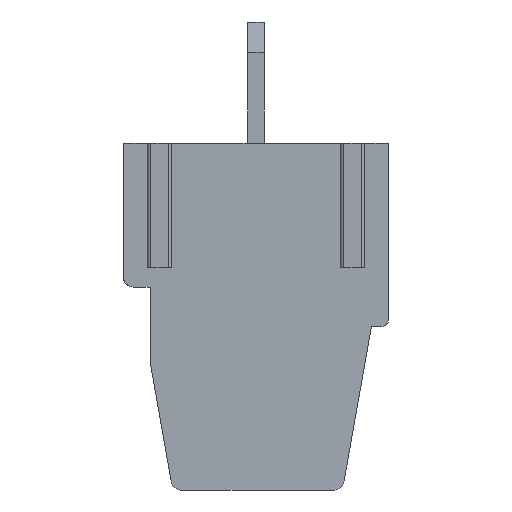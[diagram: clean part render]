
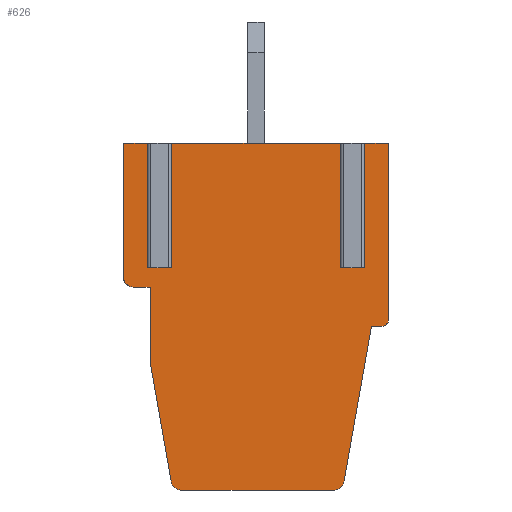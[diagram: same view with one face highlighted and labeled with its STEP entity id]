
A CAD part, front view. The second image highlights one B-rep face of the part: STEP entity #626.
In plain terms, the highlighted planar face has unit normal (0, -1, 0).
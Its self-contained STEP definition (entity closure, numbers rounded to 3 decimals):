
#626 = ADVANCED_FACE( '', ( #1286 ), #1287, .F. );
#1286 = FACE_OUTER_BOUND( '', #1953, .T. );
#1287 = PLANE( '', #1954 );
#1953 = EDGE_LOOP( '', ( #3871, #3872, #3873, #3874, #3875, #3876, #3877, #3878, #3879, #3880, #3881, #3882, #3883, #3884, #3885, #3886, #3887, #3888, #3889, #3890, #3891 ) );
#1954 = AXIS2_PLACEMENT_3D( '', #3892, #3893, #3894 );
#3871 = ORIENTED_EDGE( '', *, *, #4079, .T. );
#3872 = ORIENTED_EDGE( '', *, *, #4599, .T. );
#3873 = ORIENTED_EDGE( '', *, *, #4320, .F. );
#3874 = ORIENTED_EDGE( '', *, *, #4735, .T. );
#3875 = ORIENTED_EDGE( '', *, *, #4070, .T. );
#3876 = ORIENTED_EDGE( '', *, *, #4575, .T. );
#3877 = ORIENTED_EDGE( '', *, *, #4445, .F. );
#3878 = ORIENTED_EDGE( '', *, *, #4810, .T. );
#3879 = ORIENTED_EDGE( '', *, *, #4061, .T. );
#3880 = ORIENTED_EDGE( '', *, *, #4797, .T. );
#3881 = ORIENTED_EDGE( '', *, *, #4374, .T. );
#3882 = ORIENTED_EDGE( '', *, *, #4601, .F. );
#3883 = ORIENTED_EDGE( '', *, *, #4503, .F. );
#3884 = ORIENTED_EDGE( '', *, *, #4184, .F. );
#3885 = ORIENTED_EDGE( '', *, *, #4355, .T. );
#3886 = ORIENTED_EDGE( '', *, *, #4432, .T. );
#3887 = ORIENTED_EDGE( '', *, *, #4131, .T. );
#3888 = ORIENTED_EDGE( '', *, *, #4531, .F. );
#3889 = ORIENTED_EDGE( '', *, *, #4465, .F. );
#3890 = ORIENTED_EDGE( '', *, *, #4310, .T. );
#3891 = ORIENTED_EDGE( '', *, *, #4803, .T. );
#3892 = CARTESIAN_POINT( '', ( 60.298, -40., -4.395 ) );
#3893 = DIRECTION( '', ( 0., 1., 0. ) );
#3894 = DIRECTION( '', ( -1., 0., 0. ) );
#4061 = EDGE_CURVE( '', #4887, #4885, #4888, .T. );
#4070 = EDGE_CURVE( '', #4905, #4903, #4906, .T. );
#4079 = EDGE_CURVE( '', #4923, #4921, #4924, .T. );
#4131 = EDGE_CURVE( '', #5016, #5020, #5022, .F. );
#4184 = EDGE_CURVE( '', #5118, #5113, #5120, .T. );
#4310 = EDGE_CURVE( '', #5317, #5321, #5323, .F. );
#4320 = EDGE_CURVE( '', #5337, #5339, #5340, .T. );
#4355 = EDGE_CURVE( '', #5118, #5394, #5396, .F. );
#4374 = EDGE_CURVE( '', #5422, #5423, #5424, .F. );
#4432 = EDGE_CURVE( '', #5394, #5016, #5514, .T. );
#4445 = EDGE_CURVE( '', #5534, #5536, #5537, .T. );
#4465 = EDGE_CURVE( '', #5317, #5563, #5565, .T. );
#4503 = EDGE_CURVE( '', #5113, #5621, #5622, .T. );
#4531 = EDGE_CURVE( '', #5563, #5020, #5662, .T. );
#4575 = EDGE_CURVE( '', #4903, #5536, #5727, .T. );
#4599 = EDGE_CURVE( '', #4921, #5339, #5756, .T. );
#4601 = EDGE_CURVE( '', #5621, #5423, #5758, .T. );
#4735 = EDGE_CURVE( '', #5337, #4905, #5929, .F. );
#4797 = EDGE_CURVE( '', #4885, #5422, #5996, .T. );
#4803 = EDGE_CURVE( '', #5321, #4923, #6003, .T. );
#4810 = EDGE_CURVE( '', #5534, #4887, #6010, .F. );
#4885 = VERTEX_POINT( '', #6105 );
#4887 = VERTEX_POINT( '', #6108 );
#4888 = LINE( '', #6109, #6110 );
#4903 = VERTEX_POINT( '', #6129 );
#4905 = VERTEX_POINT( '', #6131 );
#4906 = LINE( '', #6132, #6133 );
#4921 = VERTEX_POINT( '', #6152 );
#4923 = VERTEX_POINT( '', #6154 );
#4924 = LINE( '', #6155, #6156 );
#5016 = VERTEX_POINT( '', #6293 );
#5020 = VERTEX_POINT( '', #6298 );
#5022 = CIRCLE( '', #6301, 0.298 );
#5113 = VERTEX_POINT( '', #6436 );
#5118 = VERTEX_POINT( '', #6443 );
#5120 = LINE( '', #6446, #6447 );
#5317 = VERTEX_POINT( '', #6729 );
#5321 = VERTEX_POINT( '', #6734 );
#5323 = CIRCLE( '', #6737, 0.198 );
#5337 = VERTEX_POINT( '', #6756 );
#5339 = VERTEX_POINT( '', #6758 );
#5340 = LINE( '', #6759, #6760 );
#5394 = VERTEX_POINT( '', #6838 );
#5396 = CIRCLE( '', #6841, 0.298 );
#5422 = VERTEX_POINT( '', #6880 );
#5423 = VERTEX_POINT( '', #6881 );
#5424 = CIRCLE( '', #6882, 0.298 );
#5514 = LINE( '', #7025, #7026 );
#5534 = VERTEX_POINT( '', #7050 );
#5536 = VERTEX_POINT( '', #7052 );
#5537 = LINE( '', #7053, #7054 );
#5563 = VERTEX_POINT( '', #7092 );
#5565 = LINE( '', #7095, #7096 );
#5621 = VERTEX_POINT( '', #7177 );
#5622 = LINE( '', #7178, #7179 );
#5662 = LINE( '', #7240, #7241 );
#5727 = LINE( '', #7331, #7332 );
#5756 = LINE( '', #7377, #7378 );
#5758 = LINE( '', #7380, #7381 );
#5929 = LINE( '', #7642, #7643 );
#5996 = LINE( '', #7739, #7740 );
#6003 = LINE( '', #7751, #7752 );
#6010 = LINE( '', #7759, #7760 );
#6105 = CARTESIAN_POINT( '', ( 60., -40., 0. ) );
#6108 = CARTESIAN_POINT( '', ( 60.73, -40., 0. ) );
#6109 = CARTESIAN_POINT( '', ( 63.497, -40., 0. ) );
#6110 = VECTOR( '', #7822, 1000. );
#6129 = CARTESIAN_POINT( '', ( 61.47, -40., 0. ) );
#6131 = CARTESIAN_POINT( '', ( 66.63, -40., 0. ) );
#6132 = CARTESIAN_POINT( '', ( 63.497, -40., 0. ) );
#6133 = VECTOR( '', #7839, 1000. );
#6152 = CARTESIAN_POINT( '', ( 67.37, -40., 0. ) );
#6154 = CARTESIAN_POINT( '', ( 68.096, -40., 0. ) );
#6155 = CARTESIAN_POINT( '', ( 63.497, -40., 0. ) );
#6156 = VECTOR( '', #7856, 1000. );
#6293 = CARTESIAN_POINT( '', ( 66.448, -40., -10.6 ) );
#6298 = CARTESIAN_POINT( '', ( 66.745, -40., -10.317 ) );
#6301 = AXIS2_PLACEMENT_3D( '', #7917, #7918, #7919 );
#6436 = CARTESIAN_POINT( '', ( 60.814, -40., -6.704 ) );
#6443 = CARTESIAN_POINT( '', ( 61.451, -40., -10.317 ) );
#6446 = CARTESIAN_POINT( '', ( 61.498, -40., -10.587 ) );
#6447 = VECTOR( '', #7963, 1000. );
#6729 = CARTESIAN_POINT( '', ( 67.898, -40., -5.596 ) );
#6734 = CARTESIAN_POINT( '', ( 68.096, -40., -5.398 ) );
#6737 = AXIS2_PLACEMENT_3D( '', #8086, #8087, #8088 );
#6756 = CARTESIAN_POINT( '', ( 66.63, -40., -3.8 ) );
#6758 = CARTESIAN_POINT( '', ( 67.37, -40., -3.8 ) );
#6759 = CARTESIAN_POINT( '', ( 66.68, -40., -3.8 ) );
#6760 = VECTOR( '', #8100, 1000. );
#6838 = CARTESIAN_POINT( '', ( 61.748, -40., -10.6 ) );
#6841 = AXIS2_PLACEMENT_3D( '', #8132, #8133, #8134 );
#6880 = CARTESIAN_POINT( '', ( 60., -40., -4.098 ) );
#6881 = CARTESIAN_POINT( '', ( 60.298, -40., -4.395 ) );
#6882 = AXIS2_PLACEMENT_3D( '', #8148, #8149, #8150 );
#7025 = CARTESIAN_POINT( '', ( 64.098, -40., -10.6 ) );
#7026 = VECTOR( '', #8200, 1000. );
#7050 = CARTESIAN_POINT( '', ( 60.73, -40., -3.8 ) );
#7052 = CARTESIAN_POINT( '', ( 61.47, -40., -3.8 ) );
#7053 = CARTESIAN_POINT( '', ( 60.78, -40., -3.8 ) );
#7054 = VECTOR( '', #8223, 1000. );
#7092 = CARTESIAN_POINT( '', ( 67.577, -40., -5.596 ) );
#7095 = CARTESIAN_POINT( '', ( 68.096, -40., -5.596 ) );
#7096 = VECTOR( '', #8246, 1000. );
#7177 = CARTESIAN_POINT( '', ( 60.814, -40., -4.395 ) );
#7178 = CARTESIAN_POINT( '', ( 60.814, -40., -6.704 ) );
#7179 = VECTOR( '', #8278, 1000. );
#7240 = CARTESIAN_POINT( '', ( 67.577, -40., -5.596 ) );
#7241 = VECTOR( '', #8300, 1000. );
#7331 = CARTESIAN_POINT( '', ( 61.47, -40., 0. ) );
#7332 = VECTOR( '', #8347, 1000. );
#7377 = CARTESIAN_POINT( '', ( 67.37, -40., 0. ) );
#7378 = VECTOR( '', #8364, 1000. );
#7380 = CARTESIAN_POINT( '', ( 60.814, -40., -4.395 ) );
#7381 = VECTOR( '', #8365, 1000. );
#7642 = CARTESIAN_POINT( '', ( 66.63, -40., 0. ) );
#7643 = VECTOR( '', #8458, 1000. );
#7739 = CARTESIAN_POINT( '', ( 60., -40., 0. ) );
#7740 = VECTOR( '', #8491, 1000. );
#7751 = CARTESIAN_POINT( '', ( 68.096, -40., 0. ) );
#7752 = VECTOR( '', #8496, 1000. );
#7759 = CARTESIAN_POINT( '', ( 60.73, -40., 0. ) );
#7760 = VECTOR( '', #8497, 1000. );
#7822 = DIRECTION( '', ( -1., 0., 0. ) );
#7839 = DIRECTION( '', ( -1., 0., 0. ) );
#7856 = DIRECTION( '', ( -1., 0., 0. ) );
#7917 = CARTESIAN_POINT( '', ( 66.448, -40., -10.302 ) );
#7918 = DIRECTION( '', ( 0., 1., 0. ) );
#7919 = DIRECTION( '', ( 0., 0., 1. ) );
#7963 = DIRECTION( '', ( -0.174, 0., 0.985 ) );
#8086 = CARTESIAN_POINT( '', ( 67.898, -40., -5.398 ) );
#8087 = DIRECTION( '', ( 0., 1., 0. ) );
#8088 = DIRECTION( '', ( 0., 0., 1. ) );
#8100 = DIRECTION( '', ( 1., 0., 0. ) );
#8132 = CARTESIAN_POINT( '', ( 61.748, -40., -10.302 ) );
#8133 = DIRECTION( '', ( 0., 1., 0. ) );
#8134 = DIRECTION( '', ( 0., 0., 1. ) );
#8148 = CARTESIAN_POINT( '', ( 60.298, -40., -4.098 ) );
#8149 = DIRECTION( '', ( 0., 1., 0. ) );
#8150 = DIRECTION( '', ( 0., 0., 1. ) );
#8200 = DIRECTION( '', ( 1., 0., 0. ) );
#8223 = DIRECTION( '', ( 1., 0., 0. ) );
#8246 = DIRECTION( '', ( -1., 0., 0. ) );
#8278 = DIRECTION( '', ( 0., 0., 1. ) );
#8300 = DIRECTION( '', ( -0.174, 0., -0.985 ) );
#8347 = DIRECTION( '', ( 0., 0., -1. ) );
#8364 = DIRECTION( '', ( 0., 0., -1. ) );
#8365 = DIRECTION( '', ( -1., 0., 0. ) );
#8458 = DIRECTION( '', ( 0., 0., -1. ) );
#8491 = DIRECTION( '', ( 0., 0., -1. ) );
#8496 = DIRECTION( '', ( 0., 0., 1. ) );
#8497 = DIRECTION( '', ( 0., 0., -1. ) );
